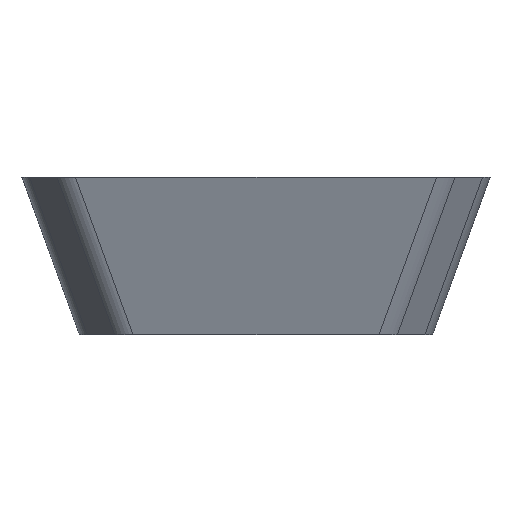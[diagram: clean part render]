
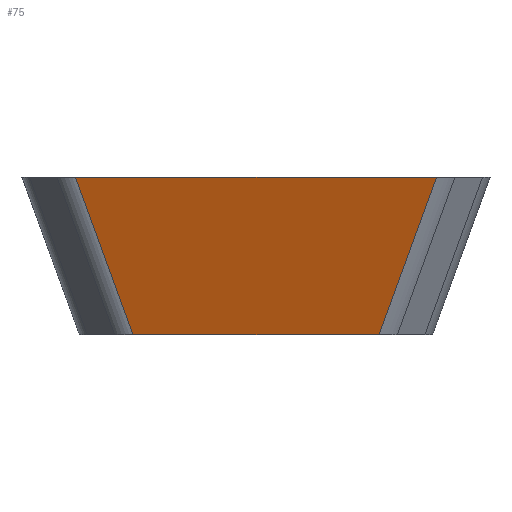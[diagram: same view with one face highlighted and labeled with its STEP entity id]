
A CAD part, front view. The second image highlights one B-rep face of the part: STEP entity #75.
In plain terms, the highlighted planar face has unit normal (0, -0.94, -0.342).
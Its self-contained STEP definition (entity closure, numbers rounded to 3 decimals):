
#56=FACE_OUTER_BOUND('',#152,.T.);
#75=ADVANCED_FACE('',(#56),#102,.T.);
#102=PLANE('',#511);
#152=EDGE_LOOP('',(#222,#223,#224,#225));
#222=ORIENTED_EDGE('',*,*,#372,.F.);
#223=ORIENTED_EDGE('',*,*,#347,.T.);
#224=ORIENTED_EDGE('',*,*,#373,.T.);
#225=ORIENTED_EDGE('',*,*,#359,.F.);
#307=VERTEX_POINT('',#832);
#308=VERTEX_POINT('',#834);
#319=VERTEX_POINT('',#920);
#320=VERTEX_POINT('',#922);
#347=EDGE_CURVE('',#308,#307,#397,.T.);
#359=EDGE_CURVE('',#319,#320,#401,.T.);
#372=EDGE_CURVE('',#308,#319,#408,.T.);
#373=EDGE_CURVE('',#307,#320,#409,.T.);
#397=LINE('',#833,#421);
#401=LINE('',#921,#425);
#408=LINE('',#1008,#432);
#409=LINE('',#1009,#433);
#421=VECTOR('',#549,1.);
#425=VECTOR('',#559,1.);
#432=VECTOR('',#572,1.);
#433=VECTOR('',#573,1.);
#511=AXIS2_PLACEMENT_3D('',#1010,#574,#575);
#549=DIRECTION('',(1.,0.,0.));
#559=DIRECTION('',(1.,0.,0.));
#572=DIRECTION('',(-0.324,-0.324,0.889));
#573=DIRECTION('',(0.324,-0.324,0.889));
#574=DIRECTION('',(0.,-0.94,-0.342));
#575=DIRECTION('',(0.,-0.342,0.94));
#832=CARTESIAN_POINT('',(4.738,-6.799,-6.08));
#833=CARTESIAN_POINT('',(0.,-6.799,-6.08));
#834=CARTESIAN_POINT('',(-4.738,-6.799,-6.08));
#920=CARTESIAN_POINT('',(-6.951,-9.012,0.));
#921=CARTESIAN_POINT('',(0.,-9.012,0.));
#922=CARTESIAN_POINT('',(6.951,-9.012,0.));
#1008=CARTESIAN_POINT('',(-4.686,-6.747,-6.224));
#1009=CARTESIAN_POINT('',(4.686,-6.747,-6.224));
#1010=CARTESIAN_POINT('',(11.453,-9.012,0.));
